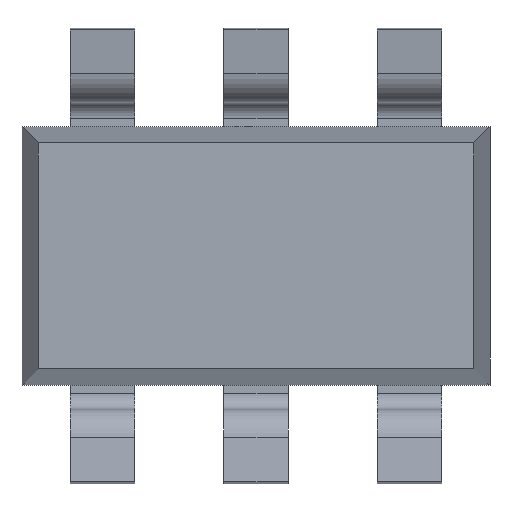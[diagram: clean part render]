
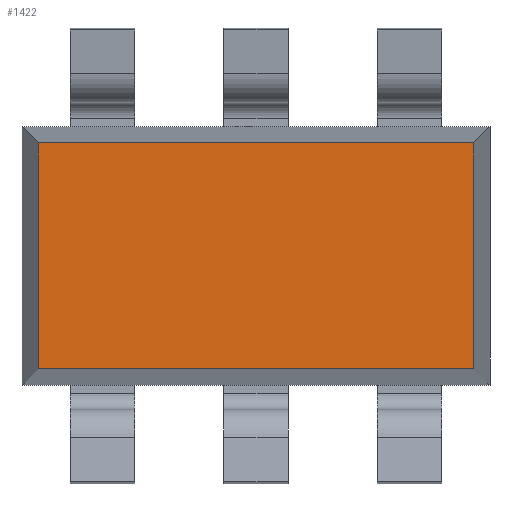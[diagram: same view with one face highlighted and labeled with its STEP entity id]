
A CAD part, front view. The second image highlights one B-rep face of the part: STEP entity #1422.
In plain terms, the highlighted planar face has unit normal (0, -1, 0).
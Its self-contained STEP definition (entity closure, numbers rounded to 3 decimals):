
#31=PLANE('',#1523);
#89=FACE_OUTER_BOUND('',#172,.T.);
#172=EDGE_LOOP('',(#1003,#1004,#1005,#1006));
#264=LINE('',#2118,#425);
#265=LINE('',#2121,#426);
#266=LINE('',#2123,#427);
#267=LINE('',#2124,#428);
#425=VECTOR('',#1689,10.);
#426=VECTOR('',#1692,10.);
#427=VECTOR('',#1693,10.);
#428=VECTOR('',#1694,10.);
#629=VERTEX_POINT('',#2114);
#630=VERTEX_POINT('',#2116);
#631=VERTEX_POINT('',#2120);
#632=VERTEX_POINT('',#2122);
#776=EDGE_CURVE('',#630,#629,#264,.T.);
#777=EDGE_CURVE('',#631,#630,#265,.T.);
#778=EDGE_CURVE('',#632,#631,#266,.T.);
#779=EDGE_CURVE('',#629,#632,#267,.T.);
#1003=ORIENTED_EDGE('',*,*,#776,.F.);
#1004=ORIENTED_EDGE('',*,*,#777,.F.);
#1005=ORIENTED_EDGE('',*,*,#778,.F.);
#1006=ORIENTED_EDGE('',*,*,#779,.F.);
#1422=ADVANCED_FACE('',(#89),#31,.T.);
#1523=AXIS2_PLACEMENT_3D('',#2119,#1690,#1691);
#1689=DIRECTION('',(0.,0.,1.));
#1690=DIRECTION('center_axis',(0.,-1.,0.));
#1691=DIRECTION('ref_axis',(1.,0.,0.));
#1692=DIRECTION('',(-1.,0.,0.));
#1693=DIRECTION('',(0.,0.,-1.));
#1694=DIRECTION('',(1.,0.,0.));
#2114=CARTESIAN_POINT('',(0.1,0.1,1.5));
#2116=CARTESIAN_POINT('',(0.1,0.1,0.1));
#2118=CARTESIAN_POINT('',(0.1,0.1,0.));
#2119=CARTESIAN_POINT('Origin',(0.,0.1,0.));
#2120=CARTESIAN_POINT('',(2.8,0.1,0.1));
#2121=CARTESIAN_POINT('',(0.725,0.1,0.1));
#2122=CARTESIAN_POINT('',(2.8,0.1,1.5));
#2123=CARTESIAN_POINT('',(2.8,0.1,0.));
#2124=CARTESIAN_POINT('',(0.725,0.1,1.5));
